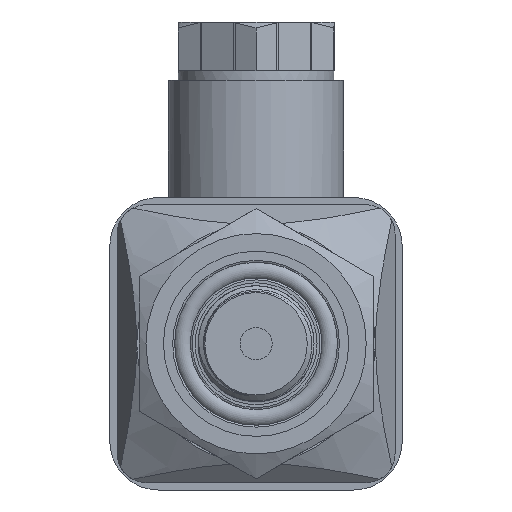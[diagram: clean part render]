
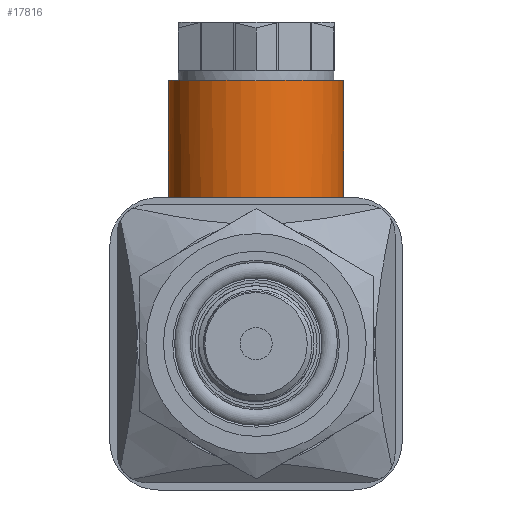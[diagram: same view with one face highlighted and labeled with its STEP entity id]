
A CAD part, left-side view. The second image highlights one B-rep face of the part: STEP entity #17816.
In plain terms, the highlighted cylindrical face has radius 9 mm (diameter 18 mm), a full revolution.
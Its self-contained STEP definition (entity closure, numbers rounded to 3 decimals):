
#2019=FACE_OUTER_BOUND('',#3118,.T.);
#3118=EDGE_LOOP('',(#16545,#16546,#16547,#16548,#16549,#16550,#16551));
#3503=CIRCLE('',#18975,9.);
#3504=CIRCLE('',#18976,9.);
#3529=CIRCLE('',#19057,9.);
#4095=B_SPLINE_CURVE_WITH_KNOTS('',3,(#57932,#57933,#57934,#57935,#57936,
#57937,#57938,#57939,#57940,#57941),.UNSPECIFIED.,.F.,.F.,(4,2,1,1,1,1,
4),(-0.002,0.,0.204,0.408,0.611,
0.815,1.019),.UNSPECIFIED.);
#4096=B_SPLINE_CURVE_WITH_KNOTS('',3,(#58010,#58011,#58012,#58013,#58014,
#58015,#58016,#58017,#58018,#58019,#58020,#58021),.UNSPECIFIED.,.F.,.F.,
(4,1,1,1,1,1,1,2,4),(0.,0.204,0.306,
0.408,0.509,0.611,0.815,
1.019,1.02),.UNSPECIFIED.);
#5646=LINE('',#58349,#7214);
#7214=VECTOR('',#22888,9.);
#8540=VERTEX_POINT('',#55471);
#8800=VERTEX_POINT('',#57930);
#8801=VERTEX_POINT('',#57943);
#8803=VERTEX_POINT('',#57947);
#8894=VERTEX_POINT('',#58347);
#11304=EDGE_CURVE('',#8540,#8800,#4095,.T.);
#11307=EDGE_CURVE('',#8800,#8803,#3503,.T.);
#11308=EDGE_CURVE('',#8803,#8801,#3504,.T.);
#11309=EDGE_CURVE('',#8801,#8540,#4096,.T.);
#11454=EDGE_CURVE('',#8894,#8894,#3529,.T.);
#11455=EDGE_CURVE('',#8894,#8803,#5646,.T.);
#16545=ORIENTED_EDGE('',*,*,#11454,.F.);
#16546=ORIENTED_EDGE('',*,*,#11455,.T.);
#16547=ORIENTED_EDGE('',*,*,#11307,.F.);
#16548=ORIENTED_EDGE('',*,*,#11304,.F.);
#16549=ORIENTED_EDGE('',*,*,#11309,.F.);
#16550=ORIENTED_EDGE('',*,*,#11308,.F.);
#16551=ORIENTED_EDGE('',*,*,#11455,.F.);
#16836=CYLINDRICAL_SURFACE('',#19056,9.);
#17816=ADVANCED_FACE('',(#2019),#16836,.T.);
#18975=AXIS2_PLACEMENT_3D('',#57948,#22615,#22616);
#18976=AXIS2_PLACEMENT_3D('',#57949,#22617,#22618);
#19056=AXIS2_PLACEMENT_3D('',#58346,#22884,#22885);
#19057=AXIS2_PLACEMENT_3D('',#58348,#22886,#22887);
#22615=DIRECTION('center_axis',(0.,0.,-1.));
#22616=DIRECTION('ref_axis',(1.,0.,0.));
#22617=DIRECTION('center_axis',(0.,0.,-1.));
#22618=DIRECTION('ref_axis',(1.,0.,0.));
#22884=DIRECTION('center_axis',(0.,0.,1.));
#22885=DIRECTION('ref_axis',(-1.,0.,0.));
#22886=DIRECTION('center_axis',(0.,0.,1.));
#22887=DIRECTION('ref_axis',(-1.,0.,0.));
#22888=DIRECTION('',(0.,0.,-1.));
#55471=CARTESIAN_POINT('',(-28.,0.,10.5));
#57930=CARTESIAN_POINT('',(-24.4,7.2,14.5));
#57932=CARTESIAN_POINT('Ctrl Pts',(-28.,0.,10.5));
#57933=CARTESIAN_POINT('Ctrl Pts',(-28.,0.004,10.503));
#57934=CARTESIAN_POINT('Ctrl Pts',(-28.,0.008,
10.505));
#57935=CARTESIAN_POINT('Ctrl Pts',(-27.999,0.528,
10.871));
#57936=CARTESIAN_POINT('Ctrl Pts',(-27.909,1.565,11.599));
#57937=CARTESIAN_POINT('Ctrl Pts',(-27.501,3.098,12.639));
#57938=CARTESIAN_POINT('Ctrl Pts',(-26.801,4.592,13.566));
#57939=CARTESIAN_POINT('Ctrl Pts',(-25.787,6.,14.28));
#57940=CARTESIAN_POINT('Ctrl Pts',(-24.889,6.833,14.5));
#57941=CARTESIAN_POINT('Ctrl Pts',(-24.4,7.2,14.5));
#57943=CARTESIAN_POINT('',(-24.4,-7.2,14.5));
#57947=CARTESIAN_POINT('',(-10.,0.,14.5));
#57948=CARTESIAN_POINT('Origin',(-19.,0.,14.5));
#57949=CARTESIAN_POINT('Origin',(-19.,0.,14.5));
#58010=CARTESIAN_POINT('Ctrl Pts',(-24.4,-7.2,14.5));
#58011=CARTESIAN_POINT('Ctrl Pts',(-24.889,-6.833,
14.5));
#58012=CARTESIAN_POINT('Ctrl Pts',(-25.563,-6.207,
14.335));
#58013=CARTESIAN_POINT('Ctrl Pts',(-26.294,-5.296,
13.923));
#58014=CARTESIAN_POINT('Ctrl Pts',(-26.763,-4.579,
13.539));
#58015=CARTESIAN_POINT('Ctrl Pts',(-27.15,-3.846,
13.104));
#58016=CARTESIAN_POINT('Ctrl Pts',(-27.569,-2.842,
12.466));
#58017=CARTESIAN_POINT('Ctrl Pts',(-27.909,-1.565,
11.6));
#58018=CARTESIAN_POINT('Ctrl Pts',(-27.999,-0.528,
10.871));
#58019=CARTESIAN_POINT('Ctrl Pts',(-28.,-0.008,
10.505));
#58020=CARTESIAN_POINT('Ctrl Pts',(-28.,-0.004,10.503));
#58021=CARTESIAN_POINT('Ctrl Pts',(-28.,0.,10.5));
#58346=CARTESIAN_POINT('Origin',(-19.,0.,13.5));
#58347=CARTESIAN_POINT('',(-10.,0.,27.));
#58348=CARTESIAN_POINT('Origin',(-19.,0.,27.));
#58349=CARTESIAN_POINT('',(-10.,0.,13.5));
